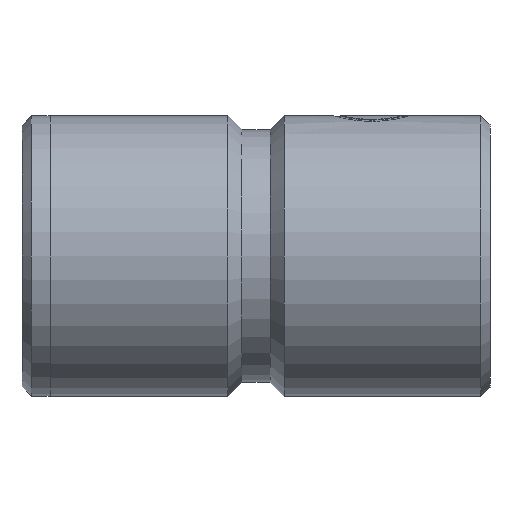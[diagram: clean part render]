
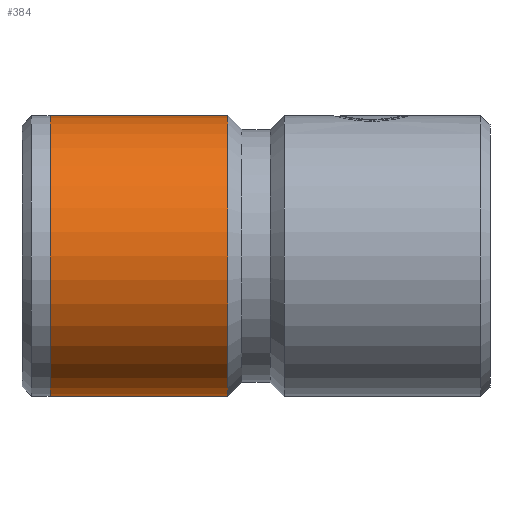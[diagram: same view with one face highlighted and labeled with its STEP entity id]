
A CAD part, left-side view. The second image highlights one B-rep face of the part: STEP entity #384.
In plain terms, the highlighted cylindrical face has radius 15 mm (diameter 30 mm), a partial arc.
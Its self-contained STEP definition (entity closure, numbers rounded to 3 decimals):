
#66 = VERTEX_POINT ( 'NONE', #1243 ) ;
#110 = CARTESIAN_POINT ( 'NONE',  ( 0., 0., 15. ) ) ;
#210 = ORIENTED_EDGE ( 'NONE', *, *, #357, .T. ) ;
#238 = AXIS2_PLACEMENT_3D ( 'NONE', #1372, #583, #1500 ) ;
#248 = ORIENTED_EDGE ( 'NONE', *, *, #521, .F. ) ;
#299 = CARTESIAN_POINT ( 'NONE',  ( 0., 47., 0. ) ) ;
#357 = EDGE_CURVE ( 'NONE', #1587, #855, #1240, .T. ) ;
#384 = ADVANCED_FACE ( 'NONE', ( #848 ), #1147, .T. ) ;
#521 = EDGE_CURVE ( 'NONE', #1587, #66, #1383, .T. ) ;
#583 = DIRECTION ( 'NONE',  ( 0., -1., 0. ) ) ;
#584 = CARTESIAN_POINT ( 'NONE',  ( 0., 0., 0. ) ) ;
#636 = VERTEX_POINT ( 'NONE', #794 ) ;
#657 = EDGE_CURVE ( 'NONE', #855, #636, #1527, .T. ) ;
#724 = VECTOR ( 'NONE', #1024, 1000. ) ;
#737 = EDGE_LOOP ( 'NONE', ( #248, #210, #1622, #790 ) ) ;
#752 = CARTESIAN_POINT ( 'NONE',  ( 0., 47., 15. ) ) ;
#790 = ORIENTED_EDGE ( 'NONE', *, *, #796, .F. ) ;
#794 = CARTESIAN_POINT ( 'NONE',  ( 0., 28., -15. ) ) ;
#796 = EDGE_CURVE ( 'NONE', #66, #636, #1476, .T. ) ;
#846 = DIRECTION ( 'NONE',  ( 0., 0., -1. ) ) ;
#848 = FACE_OUTER_BOUND ( 'NONE', #737, .T. ) ;
#855 = VERTEX_POINT ( 'NONE', #1380 ) ;
#871 = VECTOR ( 'NONE', #1462, 1000. ) ;
#1024 = DIRECTION ( 'NONE',  ( 0., -1., 0. ) ) ;
#1100 = DIRECTION ( 'NONE',  ( 0., 0., -1. ) ) ;
#1121 = AXIS2_PLACEMENT_3D ( 'NONE', #299, #1220, #1100 ) ;
#1147 = CYLINDRICAL_SURFACE ( 'NONE', #1471, 15. ) ;
#1220 = DIRECTION ( 'NONE',  ( 0., -1., 0. ) ) ;
#1238 = DIRECTION ( 'NONE',  ( 0., -1., 0. ) ) ;
#1240 = CIRCLE ( 'NONE', #1121, 15. ) ;
#1243 = CARTESIAN_POINT ( 'NONE',  ( 0., 28., 15. ) ) ;
#1337 = CARTESIAN_POINT ( 'NONE',  ( 0., 0., -15. ) ) ;
#1372 = CARTESIAN_POINT ( 'NONE',  ( 0., 28., 0. ) ) ;
#1380 = CARTESIAN_POINT ( 'NONE',  ( 0., 47., -15. ) ) ;
#1383 = LINE ( 'NONE', #110, #724 ) ;
#1462 = DIRECTION ( 'NONE',  ( 0., -1., 0. ) ) ;
#1471 = AXIS2_PLACEMENT_3D ( 'NONE', #584, #1238, #846 ) ;
#1476 = CIRCLE ( 'NONE', #238, 15. ) ;
#1500 = DIRECTION ( 'NONE',  ( 0., 0., -1. ) ) ;
#1527 = LINE ( 'NONE', #1337, #871 ) ;
#1587 = VERTEX_POINT ( 'NONE', #752 ) ;
#1622 = ORIENTED_EDGE ( 'NONE', *, *, #657, .T. ) ;
